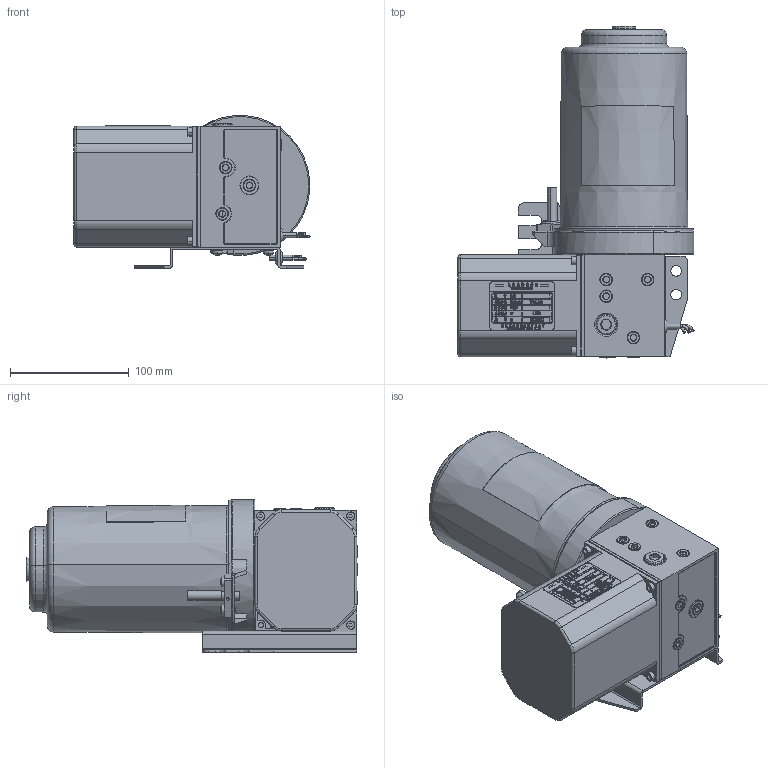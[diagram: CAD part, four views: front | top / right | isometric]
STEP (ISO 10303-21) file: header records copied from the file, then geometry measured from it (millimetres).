
FILE_DESCRIPTION (( 'STEP AP214' ), '1' );
FILE_NAME ('GGP-H100.07¿ÚK.STEP', '2025-07-16T06:31:18', ( 'User' ), ( 'Microsoft' ), 'SwSTEP 2.0', 'SolidWorks 2018', '' );
FILE_SCHEMA (( 'AUTOMOTIVE_DESIGN' ));
Length unit declared in the file: millimetre
Products named in the file (1): GGP-H100.07諳K
Bounding box: 199.09 x 280 x 128.84 mm (x, y, z)
Surface area: 206993.6 mm2 (no closed solid volume)
Topology: 0 solids, 103 shells, 985 faces, 9757 edges, 8794 vertices
Faces by surface type: plane 510, cylinder 160, cone 137, bspline 106, torus 60, sphere 12
Entity records: 130548 total; most frequent: CARTESIAN_POINT 58025, ORIENTED_EDGE 11305, EDGE_CURVE 9757, DIRECTION 9507, VERTEX_POINT 8794, VECTOR 6007, LINE 6007, B_SPLINE_CURVE_WITH_KNOTS 2872
